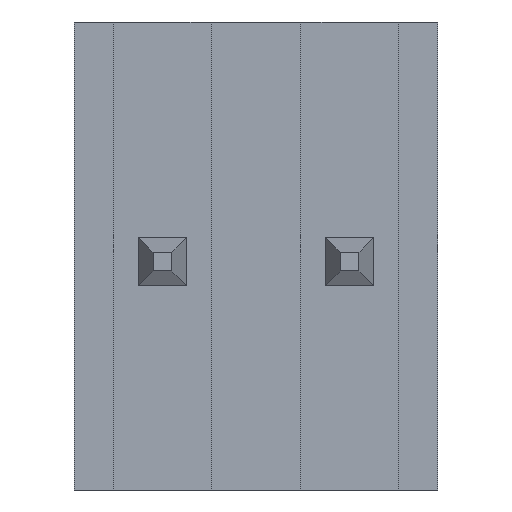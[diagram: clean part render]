
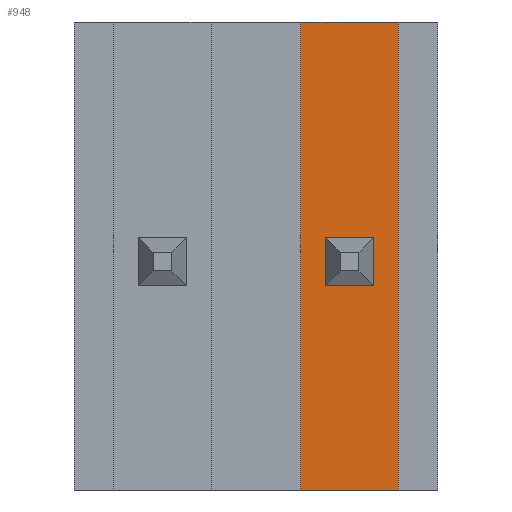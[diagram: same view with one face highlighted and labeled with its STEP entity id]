
A CAD part, front view. The second image highlights one B-rep face of the part: STEP entity #948.
In plain terms, the highlighted planar face has unit normal (0, -1, 0).
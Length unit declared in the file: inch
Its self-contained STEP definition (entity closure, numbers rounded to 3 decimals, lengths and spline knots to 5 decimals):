
#33=DIRECTION('',(1.,0.,0.));
#34=VECTOR('',#33,0.052);
#35=CARTESIAN_POINT('',(0.024,-0.0375,0.125));
#36=LINE('',#35,#34);
#61=DIRECTION('',(0.,0.,1.));
#62=VECTOR('',#61,0.25);
#63=CARTESIAN_POINT('',(0.076,-0.0375,-0.125));
#64=LINE('',#63,#62);
#65=DIRECTION('',(0.,0.,-1.));
#66=VECTOR('',#65,0.25);
#67=CARTESIAN_POINT('',(0.024,-0.0375,0.125));
#68=LINE('',#67,#66);
#69=DIRECTION('',(0.,0.,-1.));
#70=VECTOR('',#69,0.026);
#71=CARTESIAN_POINT('',(0.037,-0.0375,0.01));
#72=LINE('',#71,#70);
#73=DIRECTION('',(1.,0.,0.));
#74=VECTOR('',#73,0.026);
#75=CARTESIAN_POINT('',(0.037,-0.0375,-0.016));
#76=LINE('',#75,#74);
#77=DIRECTION('',(0.,0.,-1.));
#78=VECTOR('',#77,0.026);
#79=CARTESIAN_POINT('',(0.063,-0.0375,0.01));
#80=LINE('',#79,#78);
#81=DIRECTION('',(1.,0.,0.));
#82=VECTOR('',#81,0.026);
#83=CARTESIAN_POINT('',(0.037,-0.0375,0.01));
#84=LINE('',#83,#82);
#137=DIRECTION('',(1.,0.,0.));
#138=VECTOR('',#137,0.052);
#139=CARTESIAN_POINT('',(0.024,-0.0375,-0.125));
#140=LINE('',#139,#138);
#803=CARTESIAN_POINT('',(0.024,-0.0375,0.125));
#804=CARTESIAN_POINT('',(0.076,-0.0375,0.125));
#805=VERTEX_POINT('',#803);
#806=VERTEX_POINT('',#804);
#815=CARTESIAN_POINT('',(0.024,-0.0375,-0.125));
#816=CARTESIAN_POINT('',(0.076,-0.0375,-0.125));
#817=VERTEX_POINT('',#815);
#818=VERTEX_POINT('',#816);
#827=CARTESIAN_POINT('',(0.037,-0.0375,0.01));
#828=CARTESIAN_POINT('',(0.037,-0.0375,-0.016));
#829=VERTEX_POINT('',#827);
#830=VERTEX_POINT('',#828);
#831=CARTESIAN_POINT('',(0.063,-0.0375,0.01));
#832=CARTESIAN_POINT('',(0.063,-0.0375,-0.016));
#833=VERTEX_POINT('',#831);
#834=VERTEX_POINT('',#832);
#924=CARTESIAN_POINT('',(-0.097,-0.0375,0.));
#925=DIRECTION('',(0.,-1.,0.));
#926=DIRECTION('',(1.,0.,0.));
#927=AXIS2_PLACEMENT_3D('',#924,#925,#926);
#928=PLANE('',#927);
#929=ORIENTED_EDGE('',*,*,#898,.T.);
#931=ORIENTED_EDGE('',*,*,#930,.F.);
#933=ORIENTED_EDGE('',*,*,#932,.F.);
#935=ORIENTED_EDGE('',*,*,#934,.F.);
#936=EDGE_LOOP('',(#929,#931,#933,#935));
#937=FACE_OUTER_BOUND('',#936,.F.);
#939=ORIENTED_EDGE('',*,*,#938,.T.);
#941=ORIENTED_EDGE('',*,*,#940,.T.);
#943=ORIENTED_EDGE('',*,*,#942,.F.);
#945=ORIENTED_EDGE('',*,*,#944,.F.);
#946=EDGE_LOOP('',(#939,#941,#943,#945));
#947=FACE_BOUND('',#946,.F.);
#948=ADVANCED_FACE('',(#937,#947),#928,.T.);
#898=EDGE_CURVE('',#805,#806,#36,.T.);
#930=EDGE_CURVE('',#818,#806,#64,.T.);
#932=EDGE_CURVE('',#817,#818,#140,.T.);
#934=EDGE_CURVE('',#805,#817,#68,.T.);
#938=EDGE_CURVE('',#829,#830,#72,.T.);
#940=EDGE_CURVE('',#830,#834,#76,.T.);
#942=EDGE_CURVE('',#833,#834,#80,.T.);
#944=EDGE_CURVE('',#829,#833,#84,.T.);
